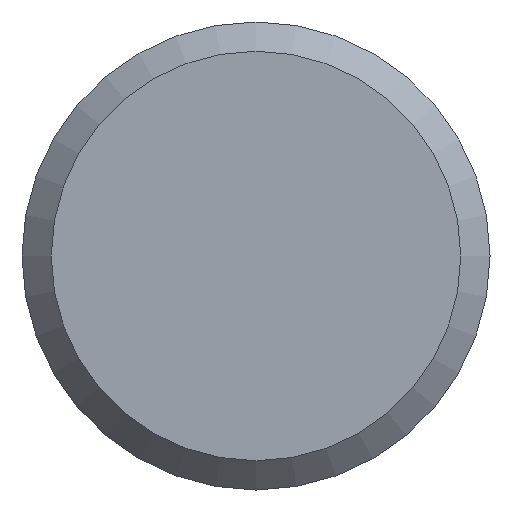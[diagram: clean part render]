
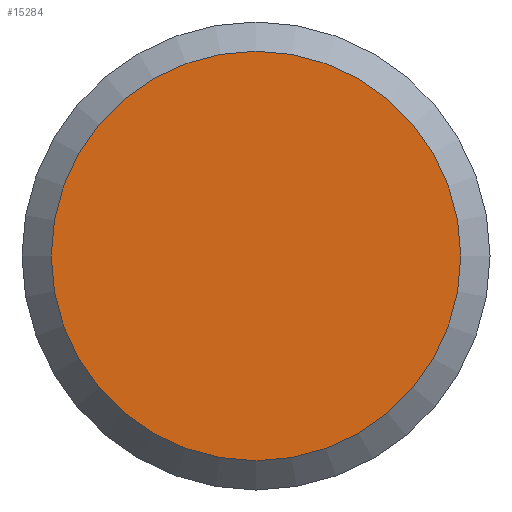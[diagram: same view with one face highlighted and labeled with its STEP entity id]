
A CAD part, front view. The second image highlights one B-rep face of the part: STEP entity #15284.
In plain terms, the highlighted planar face has unit normal (0, -1, 0).
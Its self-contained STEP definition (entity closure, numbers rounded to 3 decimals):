
#444 = CARTESIAN_POINT ( 'NONE',  ( 0., -500., 0. ) ) ;
#1455 = CARTESIAN_POINT ( 'NONE',  ( 0., -500., 0. ) ) ;
#1549 = AXIS2_PLACEMENT_3D ( 'NONE', #1455, #8994, #12610 ) ;
#2428 = ORIENTED_EDGE ( 'NONE', *, *, #11508, .T. ) ;
#3271 = DIRECTION ( 'NONE',  ( 0., -1., 0. ) ) ;
#4764 = CIRCLE ( 'NONE', #6947, 7. ) ;
#6947 = AXIS2_PLACEMENT_3D ( 'NONE', #444, #3271, #14080 ) ;
#7209 = EDGE_LOOP ( 'NONE', ( #2428 ) ) ;
#8994 = DIRECTION ( 'NONE',  ( 0., 1., 0. ) ) ;
#9585 = FACE_OUTER_BOUND ( 'NONE', #7209, .T. ) ;
#10075 = PLANE ( 'NONE',  #1549 ) ;
#11508 = EDGE_CURVE ( 'NONE', #14235, #14235, #4764, .T. ) ;
#12007 = CARTESIAN_POINT ( 'NONE',  ( 0., -500., 7. ) ) ;
#12610 = DIRECTION ( 'NONE',  ( 0., 0., 1. ) ) ;
#14080 = DIRECTION ( 'NONE',  ( 0., 0., 1. ) ) ;
#14235 = VERTEX_POINT ( 'NONE', #12007 ) ;
#15284 = ADVANCED_FACE ( 'NONE', ( #9585 ), #10075, .F. ) ;
